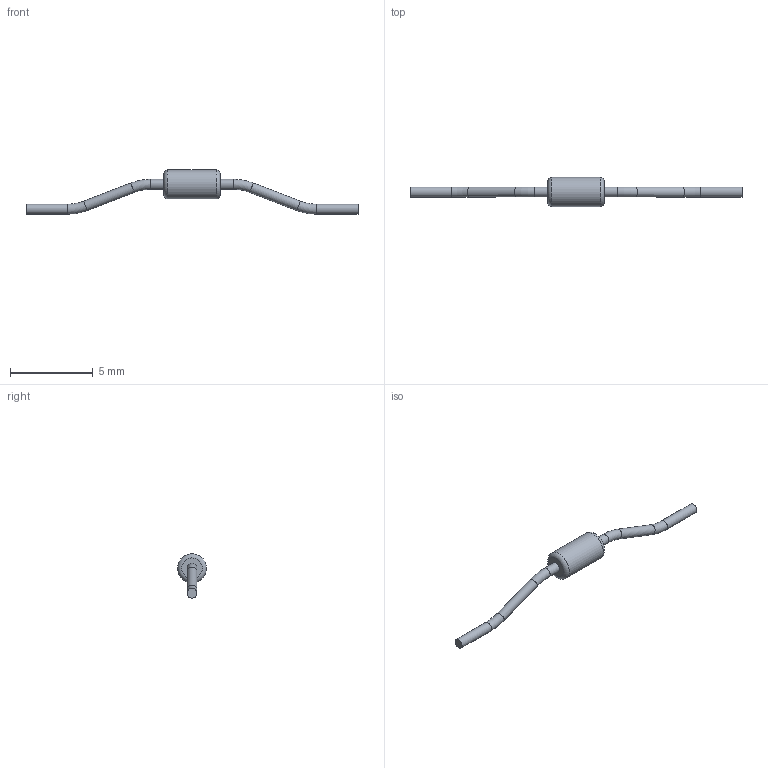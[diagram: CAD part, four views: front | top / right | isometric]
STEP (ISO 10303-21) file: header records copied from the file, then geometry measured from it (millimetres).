
FILE_DESCRIPTION(('FreeCAD Model'),'2;1');
FILE_NAME( 'Diode_Helgoman.step', '2017-05-19T16:22:01',('kicad StepUp'),('ksu MCAD'), 'Open CASCADE STEP processor 7.1','FreeCAD','Unknown');
FILE_SCHEMA(('AUTOMOTIVE_DESIGN_CC2 { 1 2 10303 214 -1 1 5 4 }'));
Length unit declared in the file: millimetre
Products named in the file (2): ASSEMBLY; Diode_Helgoman
Assembly tree (1 placements, depth 2):
  ASSEMBLY
    Diode_Helgoman
Bounding box: 20 x 1.75 x 2.67 mm (x, y, z)
Volume: 12.9 mm3; surface area: 54.5 mm2
Topology: 1 solids, 1 shells, 17 faces, 29 edges, 16 vertices
Faces by surface type: torus 6, cylinder 5, plane 4, extrusion 2
Full cylindrical faces by diameter (mm): 0.6 x4, 1.75 x1
Entity records: 450 total; most frequent: DIRECTION 91, CARTESIAN_POINT 64, ORIENTED_EDGE 58, AXIS2_PLACEMENT_3D 41, EDGE_CURVE 29, CIRCLE 24, FACE_BOUND 19, EDGE_LOOP 19
